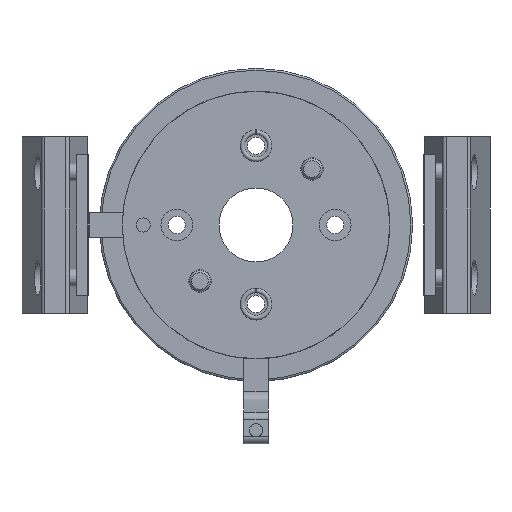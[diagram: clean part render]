
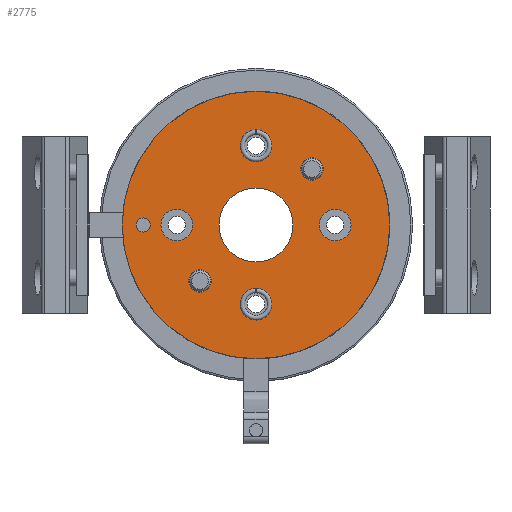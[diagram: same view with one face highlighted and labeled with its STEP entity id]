
A CAD part, front view. The second image highlights one B-rep face of the part: STEP entity #2775.
In plain terms, the highlighted planar face has unit normal (0, -1, 0).
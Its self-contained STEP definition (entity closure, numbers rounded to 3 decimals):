
#140=PLANE('',#3288);
#265=CIRCLE('',#3262,38.);
#283=CIRCLE('',#3289,10.5);
#284=CIRCLE('',#3290,4.5);
#285=CIRCLE('',#3291,2.);
#286=CIRCLE('',#3292,3.25);
#287=CIRCLE('',#3293,3.25);
#288=CIRCLE('',#3294,4.5);
#289=CIRCLE('',#3295,4.5);
#290=CIRCLE('',#3296,4.5);
#479=ORIENTED_EDGE('',*,*,#1186,.F.);
#480=ORIENTED_EDGE('',*,*,#1187,.F.);
#481=ORIENTED_EDGE('',*,*,#1188,.F.);
#482=ORIENTED_EDGE('',*,*,#1189,.F.);
#483=ORIENTED_EDGE('',*,*,#1190,.F.);
#484=ORIENTED_EDGE('',*,*,#1191,.F.);
#485=ORIENTED_EDGE('',*,*,#1192,.F.);
#486=ORIENTED_EDGE('',*,*,#1193,.F.);
#487=ORIENTED_EDGE('',*,*,#1160,.T.);
#1160=EDGE_CURVE('',#1518,#1518,#265,.T.);
#1186=EDGE_CURVE('',#1539,#1539,#283,.T.);
#1187=EDGE_CURVE('',#1540,#1540,#284,.F.);
#1188=EDGE_CURVE('',#1541,#1541,#285,.T.);
#1189=EDGE_CURVE('',#1542,#1542,#286,.T.);
#1190=EDGE_CURVE('',#1543,#1543,#287,.T.);
#1191=EDGE_CURVE('',#1544,#1544,#288,.T.);
#1192=EDGE_CURVE('',#1545,#1545,#289,.T.);
#1193=EDGE_CURVE('',#1546,#1546,#290,.T.);
#1518=VERTEX_POINT('',#4610);
#1539=VERTEX_POINT('',#4674);
#1540=VERTEX_POINT('',#4676);
#1541=VERTEX_POINT('',#4678);
#1542=VERTEX_POINT('',#4680);
#1543=VERTEX_POINT('',#4682);
#1544=VERTEX_POINT('',#4684);
#1545=VERTEX_POINT('',#4686);
#1546=VERTEX_POINT('',#4688);
#2136=EDGE_LOOP('',(#479));
#2137=EDGE_LOOP('',(#480));
#2138=EDGE_LOOP('',(#481));
#2139=EDGE_LOOP('',(#482));
#2140=EDGE_LOOP('',(#483));
#2141=EDGE_LOOP('',(#484));
#2142=EDGE_LOOP('',(#485));
#2143=EDGE_LOOP('',(#486));
#2144=EDGE_LOOP('',(#487));
#2433=FACE_BOUND('',#2136,.T.);
#2434=FACE_BOUND('',#2137,.T.);
#2435=FACE_BOUND('',#2138,.T.);
#2436=FACE_BOUND('',#2139,.T.);
#2437=FACE_BOUND('',#2140,.T.);
#2438=FACE_BOUND('',#2141,.T.);
#2439=FACE_BOUND('',#2142,.T.);
#2440=FACE_BOUND('',#2143,.T.);
#2441=FACE_BOUND('',#2144,.T.);
#2775=ADVANCED_FACE('',(#2433,#2434,#2435,#2436,#2437,#2438,#2439,#2440,
#2441),#140,.F.);
#3262=AXIS2_PLACEMENT_3D('',#4609,#3658,#3659);
#3288=AXIS2_PLACEMENT_3D('',#4672,#3716,#3717);
#3289=AXIS2_PLACEMENT_3D('',#4673,#3718,#3719);
#3290=AXIS2_PLACEMENT_3D('',#4675,#3720,#3721);
#3291=AXIS2_PLACEMENT_3D('',#4677,#3722,#3723);
#3292=AXIS2_PLACEMENT_3D('',#4679,#3724,#3725);
#3293=AXIS2_PLACEMENT_3D('',#4681,#3726,#3727);
#3294=AXIS2_PLACEMENT_3D('',#4683,#3728,#3729);
#3295=AXIS2_PLACEMENT_3D('',#4685,#3730,#3731);
#3296=AXIS2_PLACEMENT_3D('',#4687,#3732,#3733);
#3658=DIRECTION('',(0.,-1.,0.));
#3659=DIRECTION('',(0.,0.,-1.));
#3716=DIRECTION('',(0.,1.,0.));
#3717=DIRECTION('',(0.,0.,1.));
#3718=DIRECTION('',(0.,-1.,0.));
#3719=DIRECTION('',(0.,0.,-1.));
#3720=DIRECTION('',(0.,1.,0.));
#3721=DIRECTION('',(0.,0.,1.));
#3722=DIRECTION('',(0.,-1.,0.));
#3723=DIRECTION('',(0.,0.,-1.));
#3724=DIRECTION('',(0.,-1.,0.));
#3725=DIRECTION('',(0.,0.,-1.));
#3726=DIRECTION('',(0.,-1.,0.));
#3727=DIRECTION('',(0.,0.,-1.));
#3728=DIRECTION('',(0.,-1.,0.));
#3729=DIRECTION('',(0.,0.,-1.));
#3730=DIRECTION('',(0.,-1.,0.));
#3731=DIRECTION('',(0.,0.,-1.));
#3732=DIRECTION('',(0.,-1.,0.));
#3733=DIRECTION('',(0.,0.,-1.));
#4609=CARTESIAN_POINT('',(0.,0.,0.));
#4610=CARTESIAN_POINT('',(0.,0.,-38.));
#4672=CARTESIAN_POINT('',(38.,0.,0.));
#4673=CARTESIAN_POINT('',(0.,0.,0.));
#4674=CARTESIAN_POINT('',(0.,0.,-10.5));
#4675=CARTESIAN_POINT('',(22.5,0.,0.));
#4676=CARTESIAN_POINT('',(22.5,0.,4.5));
#4677=CARTESIAN_POINT('',(0.,0.,-32.));
#4678=CARTESIAN_POINT('',(0.,0.,-34.));
#4679=CARTESIAN_POINT('',(-15.91,0.,15.91));
#4680=CARTESIAN_POINT('',(-15.91,0.,12.66));
#4681=CARTESIAN_POINT('',(15.91,0.,-15.91));
#4682=CARTESIAN_POINT('',(15.91,0.,-19.16));
#4683=CARTESIAN_POINT('',(0.,0.,22.5));
#4684=CARTESIAN_POINT('',(0.,0.,18.));
#4685=CARTESIAN_POINT('',(0.,0.,-22.5));
#4686=CARTESIAN_POINT('',(0.,0.,-27.));
#4687=CARTESIAN_POINT('',(-22.5,0.,0.));
#4688=CARTESIAN_POINT('',(-22.5,0.,-4.5));
